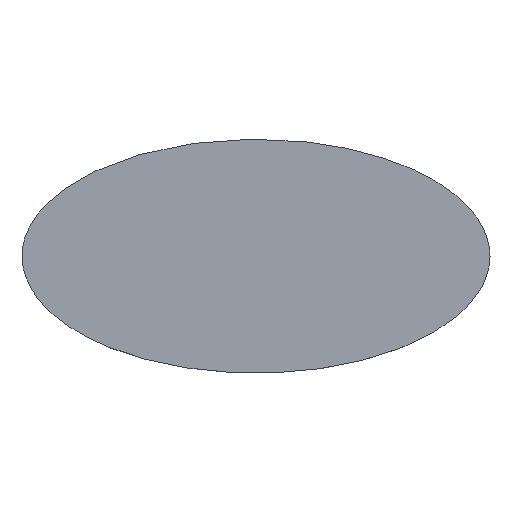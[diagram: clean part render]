
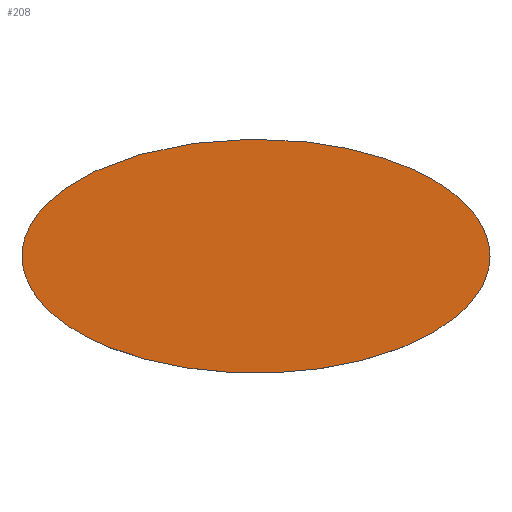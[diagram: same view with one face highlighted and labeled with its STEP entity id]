
A CAD part, top view. The second image highlights one B-rep face of the part: STEP entity #208.
In plain terms, the highlighted free-form (B-spline) face has degree [4, 5] with [5, 6] control points.
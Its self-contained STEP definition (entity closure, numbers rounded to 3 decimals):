
#208 = ADVANCED_FACE('',(#209),#222,.T.);
#209 = FACE_BOUND('',#210,.T.);
#210 = EDGE_LOOP('',(#211));
#211 = ORIENTED_EDGE('',*,*,#212,.T.);
#212 = EDGE_CURVE('',#213,#213,#215,.T.);
#213 = VERTEX_POINT('',#214);
#214 = CARTESIAN_POINT('',(50.,0.,0.));
#215 = SURFACE_CURVE('',#216,(#221),.PCURVE_S1.);
#216 = ELLIPSE('',#217,50.,25.);
#217 = AXIS2_PLACEMENT_3D('',#218,#219,#220);
#218 = CARTESIAN_POINT('',(0.,0.,0.));
#219 = DIRECTION('',(0.,0.,1.));
#220 = DIRECTION('',(1.,0.,-0.));
#221 = PCURVE('',#222,#253);
#222 = B_SPLINE_SURFACE_WITH_KNOTS('',4,5,(
    (#223,#224,#225,#226,#227,#228)
    ,(#229,#230,#231,#232,#233,#234)
    ,(#235,#236,#237,#238,#239,#240)
    ,(#241,#242,#243,#244,#245,#246)
    ,(#247,#248,#249,#250,#251,#252
    )),.UNSPECIFIED.,.F.,.F.,.F.,(5,5),(6,6),(-50.406,55.),(
    -27.262,27.262),.PIECEWISE_BEZIER_KNOTS.);
#223 = CARTESIAN_POINT('',(-54.441,-27.262,0.));
#224 = CARTESIAN_POINT('',(-51.257,-16.357,0.));
#225 = CARTESIAN_POINT('',(-49.665,-5.452,0.));
#226 = CARTESIAN_POINT('',(-49.665,5.452,0.));
#227 = CARTESIAN_POINT('',(-51.257,16.357,0.));
#228 = CARTESIAN_POINT('',(-54.441,27.262,0.));
#229 = CARTESIAN_POINT('',(-24.533,-27.262,0.));
#230 = CARTESIAN_POINT('',(-21.349,-16.357,0.));
#231 = CARTESIAN_POINT('',(-19.757,-5.452,0.));
#232 = CARTESIAN_POINT('',(-19.757,5.452,0.));
#233 = CARTESIAN_POINT('',(-21.349,16.357,0.));
#234 = CARTESIAN_POINT('',(-24.533,27.262,0.));
#235 = CARTESIAN_POINT('',(2.896,-27.262,0.));
#236 = CARTESIAN_POINT('',(6.08,-16.357,0.));
#237 = CARTESIAN_POINT('',(7.672,-5.452,0.));
#238 = CARTESIAN_POINT('',(7.672,5.452,0.));
#239 = CARTESIAN_POINT('',(6.08,16.357,0.));
#240 = CARTESIAN_POINT('',(2.896,27.262,0.));
#241 = CARTESIAN_POINT('',(27.846,-27.262,0.));
#242 = CARTESIAN_POINT('',(31.03,-16.357,0.));
#243 = CARTESIAN_POINT('',(32.622,-5.452,0.));
#244 = CARTESIAN_POINT('',(32.622,5.452,0.));
#245 = CARTESIAN_POINT('',(31.03,16.357,0.));
#246 = CARTESIAN_POINT('',(27.846,27.262,0.));
#247 = CARTESIAN_POINT('',(50.317,-27.262,0.));
#248 = CARTESIAN_POINT('',(53.501,-16.357,0.));
#249 = CARTESIAN_POINT('',(55.093,-5.452,0.));
#250 = CARTESIAN_POINT('',(55.093,5.452,0.));
#251 = CARTESIAN_POINT('',(53.501,16.357,0.));
#252 = CARTESIAN_POINT('',(50.317,27.262,0.));
#253 = DEFINITIONAL_REPRESENTATION('',(#254),#275);
#254 = B_SPLINE_CURVE_WITH_KNOTS('',10,(#255,#256,#257,#258,#259,#260,
    #261,#262,#263,#264,#265,#266,#267,#268,#269,#270,#271,#272,#273,
    #274),.UNSPECIFIED.,.F.,.F.,(11,9,11),(0.,3.142,
    6.283),.UNSPECIFIED.);
#255 = CARTESIAN_POINT('',(50.,0.));
#256 = CARTESIAN_POINT('',(50.,7.854));
#257 = CARTESIAN_POINT('',(44.517,15.708));
#258 = CARTESIAN_POINT('',(33.55,22.485));
#259 = CARTESIAN_POINT('',(18.068,27.11));
#260 = CARTESIAN_POINT('',(0.,28.756));
#261 = CARTESIAN_POINT('',(-18.068,27.11));
#262 = CARTESIAN_POINT('',(-33.551,22.485));
#263 = CARTESIAN_POINT('',(-44.517,15.708));
#264 = CARTESIAN_POINT('',(-50.,7.854));
#265 = CARTESIAN_POINT('',(-50.,-7.854));
#266 = CARTESIAN_POINT('',(-44.517,-15.708));
#267 = CARTESIAN_POINT('',(-33.551,-22.485));
#268 = CARTESIAN_POINT('',(-18.068,-27.11));
#269 = CARTESIAN_POINT('',(0.,-28.756));
#270 = CARTESIAN_POINT('',(18.068,-27.11));
#271 = CARTESIAN_POINT('',(33.55,-22.485));
#272 = CARTESIAN_POINT('',(44.517,-15.708));
#273 = CARTESIAN_POINT('',(50.,-7.854));
#274 = CARTESIAN_POINT('',(50.,0.));
#275 = ( GEOMETRIC_REPRESENTATION_CONTEXT(2) 
PARAMETRIC_REPRESENTATION_CONTEXT() REPRESENTATION_CONTEXT('2D SPACE',''
  ) );
